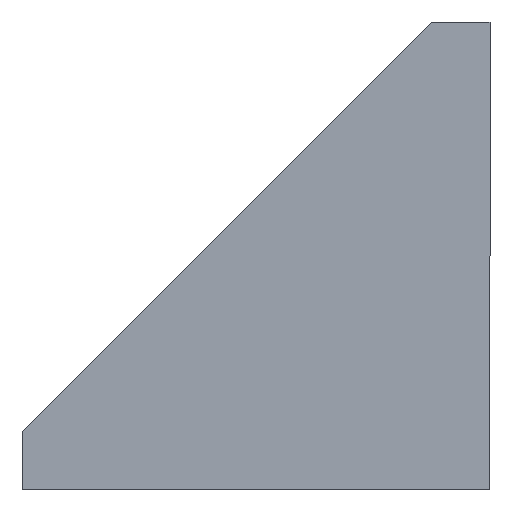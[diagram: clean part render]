
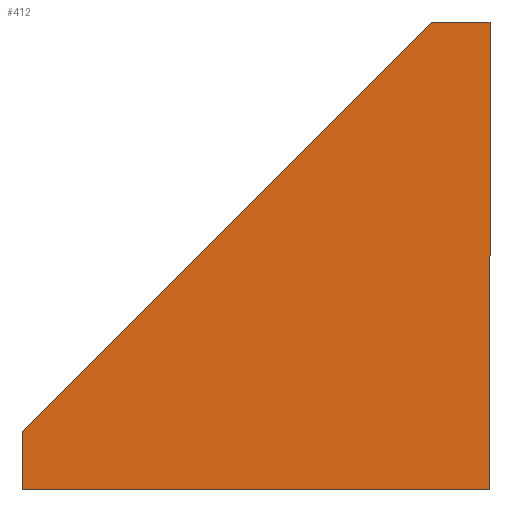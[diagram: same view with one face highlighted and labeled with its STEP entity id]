
A CAD part, left-side view. The second image highlights one B-rep face of the part: STEP entity #412.
In plain terms, the highlighted planar face has unit normal (-1, 0, 0).
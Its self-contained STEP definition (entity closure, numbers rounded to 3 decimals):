
#2 = AXIS2_PLACEMENT_3D ( 'NONE', #598, #274, #22 ) ;
#16 = VERTEX_POINT ( 'NONE', #568 ) ;
#22 = DIRECTION ( 'NONE',  ( 0., 0., -1. ) ) ;
#72 = CARTESIAN_POINT ( 'NONE',  ( -12.5, -20., 40. ) ) ;
#75 = EDGE_CURVE ( 'NONE', #570, #16, #459, .T. ) ;
#77 = LINE ( 'NONE', #128, #204 ) ;
#93 = VECTOR ( 'NONE', #330, 1000. ) ;
#121 = LINE ( 'NONE', #388, #93 ) ;
#128 = CARTESIAN_POINT ( 'NONE',  ( -12.5, -15., 40. ) ) ;
#166 = CARTESIAN_POINT ( 'NONE',  ( -12.5, -15., 40. ) ) ;
#180 = LINE ( 'NONE', #236, #266 ) ;
#187 = DIRECTION ( 'NONE',  ( 0., -1., 0. ) ) ;
#198 = DIRECTION ( 'NONE',  ( 0., 0., -1. ) ) ;
#204 = VECTOR ( 'NONE', #332, 1000. ) ;
#236 = CARTESIAN_POINT ( 'NONE',  ( -12.5, -20., 5. ) ) ;
#260 = VERTEX_POINT ( 'NONE', #166 ) ;
#262 = ORIENTED_EDGE ( 'NONE', *, *, #343, .F. ) ;
#266 = VECTOR ( 'NONE', #320, 1000. ) ;
#268 = VERTEX_POINT ( 'NONE', #72 ) ;
#269 = ORIENTED_EDGE ( 'NONE', *, *, #281, .T. ) ;
#274 = DIRECTION ( 'NONE',  ( 1., 0., 0. ) ) ;
#277 = ORIENTED_EDGE ( 'NONE', *, *, #421, .F. ) ;
#281 = EDGE_CURVE ( 'NONE', #260, #570, #77, .T. ) ;
#284 = LINE ( 'NONE', #490, #394 ) ;
#320 = DIRECTION ( 'NONE',  ( 0., 0., -1. ) ) ;
#330 = DIRECTION ( 'NONE',  ( 0., -1., 0. ) ) ;
#332 = DIRECTION ( 'NONE',  ( 0., 0.707, -0.707 ) ) ;
#339 = VECTOR ( 'NONE', #198, 1000. ) ;
#343 = EDGE_CURVE ( 'NONE', #268, #461, #180, .T. ) ;
#385 = PLANE ( 'NONE',  #2 ) ;
#388 = CARTESIAN_POINT ( 'NONE',  ( -12.5, -20., 0. ) ) ;
#389 = ORIENTED_EDGE ( 'NONE', *, *, #75, .T. ) ;
#394 = VECTOR ( 'NONE', #187, 1000. ) ;
#412 = ADVANCED_FACE ( 'NONE', ( #653 ), #385, .F. ) ;
#421 = EDGE_CURVE ( 'NONE', #260, #268, #284, .T. ) ;
#448 = EDGE_CURVE ( 'NONE', #16, #461, #121, .T. ) ;
#452 = CARTESIAN_POINT ( 'NONE',  ( -12.5, 20., 5. ) ) ;
#459 = LINE ( 'NONE', #668, #339 ) ;
#461 = VERTEX_POINT ( 'NONE', #603 ) ;
#490 = CARTESIAN_POINT ( 'NONE',  ( -12.5, -15., 40. ) ) ;
#568 = CARTESIAN_POINT ( 'NONE',  ( -12.5, 20., 0. ) ) ;
#570 = VERTEX_POINT ( 'NONE', #452 ) ;
#596 = EDGE_LOOP ( 'NONE', ( #604, #262, #277, #269, #389 ) ) ;
#598 = CARTESIAN_POINT ( 'NONE',  ( -12.5, -20., 5. ) ) ;
#603 = CARTESIAN_POINT ( 'NONE',  ( -12.5, -20., 0. ) ) ;
#604 = ORIENTED_EDGE ( 'NONE', *, *, #448, .T. ) ;
#653 = FACE_OUTER_BOUND ( 'NONE', #596, .T. ) ;
#668 = CARTESIAN_POINT ( 'NONE',  ( -12.5, 20., 5. ) ) ;
